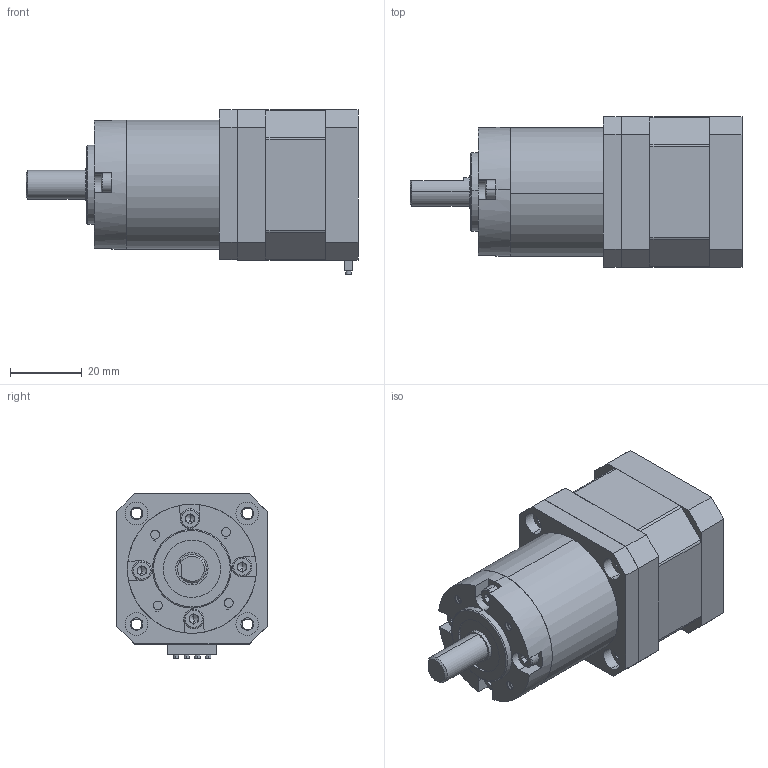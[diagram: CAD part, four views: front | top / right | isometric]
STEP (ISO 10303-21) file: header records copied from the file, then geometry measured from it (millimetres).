
FILE_DESCRIPTION (( 'STEP AP214' ), '1' );
FILE_NAME ('42HS3413A4—XGJ三级速比.STEP', '2023-11-13T09:59:06', ( '' ), ( '' ), 'SwSTEP 2.0', 'SolidWorks 2021', '' );
FILE_SCHEMA (( 'AUTOMOTIVE_DESIGN' ));
Length unit declared in the file: millimetre
Products named in the file (9): 42XGJ三级机身; 42HS3413A4—XGJ三级速比; hexagon socket head cap screws gb_GB_FASTENER_SCREWS_HSHCS M3X10-N; 42XGJ-5.18菁釱; hexagon socket head cap screws gb_GB_FASTENER_SCREWS_HSHCS M3X25-N; 42XGJ-5.18奻裔; 42HS3413A4.step; hexagon socket head cap screws gb_GB_FASTENER_SCREWS_HSHCS M3X5-N; 42XGJ三级
Assembly tree (9 placements, depth 3):
  42HS3413A4—XGJ三级速比
    42HS3413A4.step
    42XGJ三级
      42XGJ-5.18菁釱
      42XGJ三级机身
      42XGJ-5.18奻裔
      hexagon socket head cap screws gb_GB_FASTENER_SCREWS_HSHCS M3X5-N  x2
      hexagon socket head cap screws gb_GB_FASTENER_SCREWS_HSHCS M3X25-N
      hexagon socket head cap screws gb_GB_FASTENER_SCREWS_HSHCS M3X10-N
Bounding box: 92.7 x 42.05 x 46.05 mm (x, y, z)
Volume: 99946.3 mm3; surface area: 32042.5 mm2
Topology: 10 solids, 10 shells, 429 faces, 1081 edges, 690 vertices
Faces by surface type: cylinder 221, plane 150, cone 24, bspline 24, torus 10
Entity records: 23657 total; most frequent: CARTESIAN_POINT 13515, ORIENTED_EDGE 2038, DIRECTION 1829, EDGE_CURVE 1019, AXIS2_PLACEMENT_3D 677, VERTEX_POINT 657, EDGE_LOOP 478, VECTOR 475
